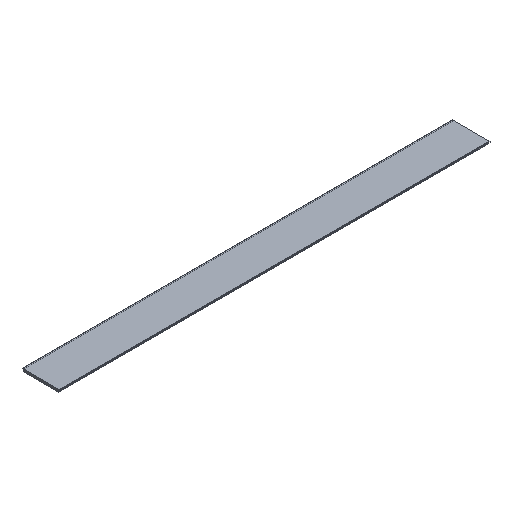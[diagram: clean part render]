
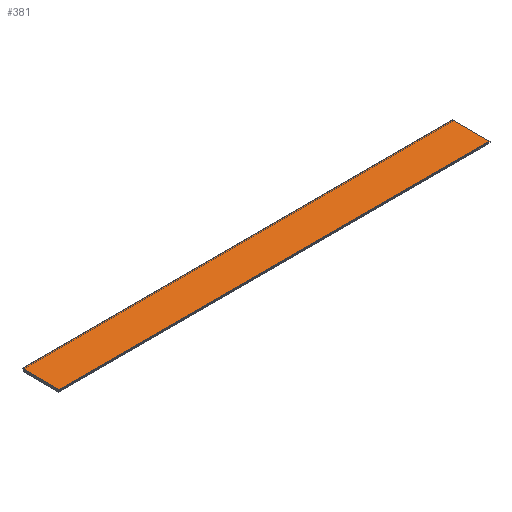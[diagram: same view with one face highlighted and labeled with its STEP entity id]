
A CAD part, isometric view. The second image highlights one B-rep face of the part: STEP entity #381.
In plain terms, the highlighted planar face has unit normal (0, 0, 1).
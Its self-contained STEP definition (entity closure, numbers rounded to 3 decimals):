
#53=DIRECTION('',(0.,-1.,0.));
#54=VECTOR('',#53,12.7);
#55=CARTESIAN_POINT('',(0.,12.7,0.));
#56=LINE('',#55,#54);
#144=DIRECTION('',(1.,0.,0.));
#145=VECTOR('',#144,145.);
#146=CARTESIAN_POINT('',(0.,0.,0.));
#147=LINE('',#146,#145);
#151=DIRECTION('',(1.,0.,0.));
#152=VECTOR('',#151,145.);
#153=CARTESIAN_POINT('',(0.,12.7,0.));
#154=LINE('',#153,#152);
#207=DIRECTION('',(0.,-1.,0.));
#208=VECTOR('',#207,12.7);
#209=CARTESIAN_POINT('',(145.,12.7,0.));
#210=LINE('',#209,#208);
#215=CARTESIAN_POINT('',(0.,12.7,0.));
#217=VERTEX_POINT('',#215);
#218=CARTESIAN_POINT('',(0.,0.,0.));
#219=VERTEX_POINT('',#218);
#231=CARTESIAN_POINT('',(145.,12.7,0.));
#233=VERTEX_POINT('',#231);
#234=CARTESIAN_POINT('',(145.,0.,0.));
#235=VERTEX_POINT('',#234);
#369=CARTESIAN_POINT('',(0.,12.7,0.));
#370=DIRECTION('',(0.,0.,1.));
#371=DIRECTION('',(0.,-1.,0.));
#372=AXIS2_PLACEMENT_3D('',#369,#370,#371);
#373=PLANE('',#372);
#374=ORIENTED_EDGE('',*,*,#253,.F.);
#375=ORIENTED_EDGE('',*,*,#280,.T.);
#377=ORIENTED_EDGE('',*,*,#376,.T.);
#378=ORIENTED_EDGE('',*,*,#361,.F.);
#379=EDGE_LOOP('',(#374,#375,#377,#378));
#380=FACE_OUTER_BOUND('',#379,.F.);
#253=EDGE_CURVE('',#217,#219,#56,.T.);
#280=EDGE_CURVE('',#217,#233,#154,.T.);
#361=EDGE_CURVE('',#219,#235,#147,.T.);
#376=EDGE_CURVE('',#233,#235,#210,.T.);
#381=ADVANCED_FACE('',(#380),#373,.T.);
